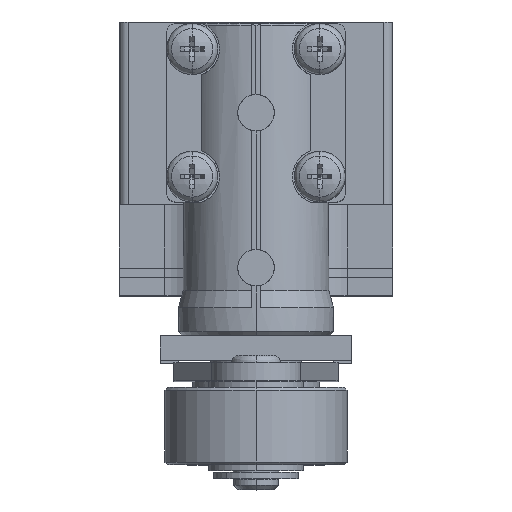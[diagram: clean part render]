
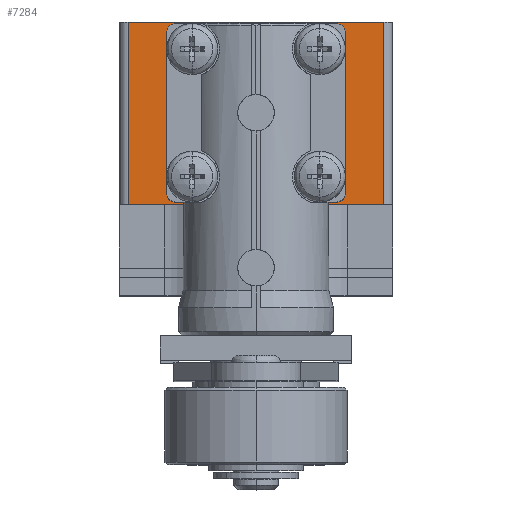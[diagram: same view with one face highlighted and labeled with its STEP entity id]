
A CAD part, top view. The second image highlights one B-rep face of the part: STEP entity #7284.
In plain terms, the highlighted planar face has unit normal (0, 0, 1).
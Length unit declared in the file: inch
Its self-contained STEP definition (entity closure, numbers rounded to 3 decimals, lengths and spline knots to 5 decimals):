
#486 = EDGE_CURVE ( 'NONE', #20200, #13084, #19128, .T. ) ;
#538 = VERTEX_POINT ( 'NONE', #4123 ) ;
#699 = CARTESIAN_POINT ( 'NONE',  ( -0.55118, 0.1378, 2.53938 ) ) ;
#887 = CARTESIAN_POINT ( 'NONE',  ( 0., 0.1378, 2.53938 ) ) ;
#930 = VERTEX_POINT ( 'NONE', #13986 ) ;
#1643 = CARTESIAN_POINT ( 'NONE',  ( 0., -0.13386, 2.53938 ) ) ;
#1802 = CIRCLE ( 'NONE', #7231, 0.27165 ) ;
#2137 = VECTOR ( 'NONE', #15075, 39.37008 ) ;
#3470 = DIRECTION ( 'NONE',  ( -1., 0., 0. ) ) ;
#3573 = CARTESIAN_POINT ( 'NONE',  ( 0., 0.5315, 2.53938 ) ) ;
#3580 = VERTEX_POINT ( 'NONE', #10484 ) ;
#3586 = EDGE_CURVE ( 'NONE', #538, #7723, #1802, .T. ) ;
#3648 = VERTEX_POINT ( 'NONE', #8998 ) ;
#3735 = ORIENTED_EDGE ( 'NONE', *, *, #486, .T. ) ;
#4123 = CARTESIAN_POINT ( 'NONE',  ( 0., 0.40945, 2.53938 ) ) ;
#4445 = LINE ( 'NONE', #699, #15089 ) ;
#4475 = VECTOR ( 'NONE', #12713, 39.37008 ) ;
#4711 = CARTESIAN_POINT ( 'NONE',  ( 0.23622, -0.64961, 2.53938 ) ) ;
#5033 = ORIENTED_EDGE ( 'NONE', *, *, #6664, .F. ) ;
#5043 = VECTOR ( 'NONE', #15443, 39.37008 ) ;
#5091 = CARTESIAN_POINT ( 'NONE',  ( 0.55118, 0.5315, 2.53938 ) ) ;
#5153 = DIRECTION ( 'NONE',  ( 0., 0., 1. ) ) ;
#5280 = DIRECTION ( 'NONE',  ( 0., 0., -1. ) ) ;
#5313 = CARTESIAN_POINT ( 'NONE',  ( -0.23622, 0.1378, 2.53938 ) ) ;
#6215 = DIRECTION ( 'NONE',  ( 0., 0., 1. ) ) ;
#6664 = EDGE_CURVE ( 'NONE', #7723, #538, #18547, .T. ) ;
#6870 = CARTESIAN_POINT ( 'NONE',  ( 0., 0.1378, 2.53938 ) ) ;
#7009 = VERTEX_POINT ( 'NONE', #13932 ) ;
#7140 = VECTOR ( 'NONE', #10482, 39.37008 ) ;
#7231 = AXIS2_PLACEMENT_3D ( 'NONE', #12418, #5153, #3470 ) ;
#7284 = ADVANCED_FACE ( 'NONE', ( #14027, #10719 ), #19036, .F. ) ;
#7614 = DIRECTION ( 'NONE',  ( 0., 1., 0. ) ) ;
#7723 = VERTEX_POINT ( 'NONE', #1643 ) ;
#7784 = VECTOR ( 'NONE', #13803, 39.37008 ) ;
#7814 = LINE ( 'NONE', #10997, #4475 ) ;
#8070 = EDGE_CURVE ( 'NONE', #20200, #3580, #18755, .T. ) ;
#8508 = CARTESIAN_POINT ( 'NONE',  ( 0., -0.25591, 2.53938 ) ) ;
#8752 = AXIS2_PLACEMENT_3D ( 'NONE', #887, #6215, #19735 ) ;
#8998 = CARTESIAN_POINT ( 'NONE',  ( -0.55118, -0.25591, 2.53938 ) ) ;
#9491 = VECTOR ( 'NONE', #17027, 39.37008 ) ;
#9503 = EDGE_CURVE ( 'NONE', #21887, #7009, #10098, .T. ) ;
#9518 = CARTESIAN_POINT ( 'NONE',  ( 0.23622, -0.57008, 2.53938 ) ) ;
#9995 = ORIENTED_EDGE ( 'NONE', *, *, #12522, .F. ) ;
#10003 = ORIENTED_EDGE ( 'NONE', *, *, #8070, .F. ) ;
#10098 = LINE ( 'NONE', #5313, #9491 ) ;
#10121 = CARTESIAN_POINT ( 'NONE',  ( 0.55118, -0.64961, 2.53938 ) ) ;
#10420 = ORIENTED_EDGE ( 'NONE', *, *, #3586, .F. ) ;
#10482 = DIRECTION ( 'NONE',  ( -1., 0., 0. ) ) ;
#10484 = CARTESIAN_POINT ( 'NONE',  ( 0.55118, -0.25591, 2.53938 ) ) ;
#10488 = ORIENTED_EDGE ( 'NONE', *, *, #17105, .F. ) ;
#10719 = FACE_OUTER_BOUND ( 'NONE', #21044, .T. ) ;
#10997 = CARTESIAN_POINT ( 'NONE',  ( 0., -0.57008, 2.53938 ) ) ;
#11616 = ORIENTED_EDGE ( 'NONE', *, *, #22252, .T. ) ;
#12418 = CARTESIAN_POINT ( 'NONE',  ( 0., 0.1378, 2.53938 ) ) ;
#12522 = EDGE_CURVE ( 'NONE', #3648, #13084, #4445, .T. ) ;
#12713 = DIRECTION ( 'NONE',  ( -1., 0., 0. ) ) ;
#13037 = CARTESIAN_POINT ( 'NONE',  ( -0.23622, -0.57008, 2.53938 ) ) ;
#13084 = VERTEX_POINT ( 'NONE', #22232 ) ;
#13803 = DIRECTION ( 'NONE',  ( 0., -1., 0. ) ) ;
#13932 = CARTESIAN_POINT ( 'NONE',  ( -0.23622, -0.25591, 2.53938 ) ) ;
#13986 = CARTESIAN_POINT ( 'NONE',  ( 0.23622, -0.25591, 2.53938 ) ) ;
#14027 = FACE_BOUND ( 'NONE', #14204, .T. ) ;
#14204 = EDGE_LOOP ( 'NONE', ( #10420, #5033 ) ) ;
#14896 = AXIS2_PLACEMENT_3D ( 'NONE', #6870, #5280, #20956 ) ;
#15075 = DIRECTION ( 'NONE',  ( -1., 0., 0. ) ) ;
#15089 = VECTOR ( 'NONE', #7614, 39.37008 ) ;
#15443 = DIRECTION ( 'NONE',  ( -1., 0., 0. ) ) ;
#15772 = EDGE_CURVE ( 'NONE', #7009, #3648, #15965, .T. ) ;
#15965 = LINE ( 'NONE', #8508, #5043 ) ;
#16450 = CARTESIAN_POINT ( 'NONE',  ( 0.4203, -0.25591, 2.53938 ) ) ;
#17027 = DIRECTION ( 'NONE',  ( 0., 1., 0. ) ) ;
#17061 = ORIENTED_EDGE ( 'NONE', *, *, #9503, .F. ) ;
#17105 = EDGE_CURVE ( 'NONE', #3580, #930, #18599, .T. ) ;
#17690 = EDGE_CURVE ( 'NONE', #17749, #21887, #7814, .T. ) ;
#17749 = VERTEX_POINT ( 'NONE', #9518 ) ;
#18547 = CIRCLE ( 'NONE', #8752, 0.27165 ) ;
#18574 = VECTOR ( 'NONE', #20045, 39.37008 ) ;
#18599 = LINE ( 'NONE', #16450, #2137 ) ;
#18755 = LINE ( 'NONE', #10121, #7784 ) ;
#19036 = PLANE ( 'NONE',  #14896 ) ;
#19128 = LINE ( 'NONE', #3573, #7140 ) ;
#19735 = DIRECTION ( 'NONE',  ( -1., 0., 0. ) ) ;
#20045 = DIRECTION ( 'NONE',  ( 0., 1., 0. ) ) ;
#20200 = VERTEX_POINT ( 'NONE', #5091 ) ;
#20320 = ORIENTED_EDGE ( 'NONE', *, *, #15772, .F. ) ;
#20956 = DIRECTION ( 'NONE',  ( -1., 0., 0. ) ) ;
#21044 = EDGE_LOOP ( 'NONE', ( #11616, #10488, #10003, #3735, #9995, #20320, #17061, #21233 ) ) ;
#21233 = ORIENTED_EDGE ( 'NONE', *, *, #17690, .F. ) ;
#21750 = LINE ( 'NONE', #4711, #18574 ) ;
#21887 = VERTEX_POINT ( 'NONE', #13037 ) ;
#22232 = CARTESIAN_POINT ( 'NONE',  ( -0.55118, 0.5315, 2.53938 ) ) ;
#22252 = EDGE_CURVE ( 'NONE', #17749, #930, #21750, .T. ) ;
